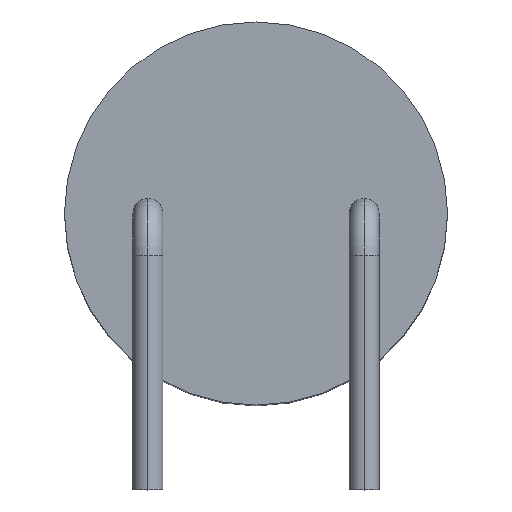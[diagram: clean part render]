
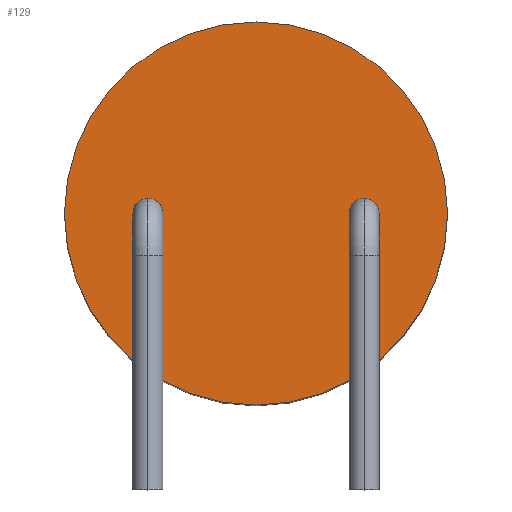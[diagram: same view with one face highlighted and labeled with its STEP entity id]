
A CAD part, top view. The second image highlights one B-rep face of the part: STEP entity #129.
In plain terms, the highlighted planar face has unit normal (0, 0, 1).
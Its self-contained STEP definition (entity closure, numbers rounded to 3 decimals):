
#9 = DIRECTION ( 'NONE',  ( 0., 0., 1. ) ) ;
#13 = CARTESIAN_POINT ( 'NONE',  ( 0., 0., 11.5 ) ) ;
#14 = DIRECTION ( 'NONE',  ( 0., 0., 1. ) ) ;
#24 = EDGE_LOOP ( 'NONE', ( #557, #263 ) ) ;
#56 = CARTESIAN_POINT ( 'NONE',  ( -2.54, 0., 11.5 ) ) ;
#58 = CARTESIAN_POINT ( 'NONE',  ( 2.89, 0., 11.5 ) ) ;
#59 = AXIS2_PLACEMENT_3D ( 'NONE', #192, #383, #554 ) ;
#93 = PLANE ( 'NONE',  #147 ) ;
#108 = VERTEX_POINT ( 'NONE', #58 ) ;
#129 = ADVANCED_FACE ( 'NONE', ( #447, #537, #556 ), #93, .T. ) ;
#131 = ORIENTED_EDGE ( 'NONE', *, *, #132, .F. ) ;
#132 = EDGE_CURVE ( 'NONE', #435, #331, #422, .T. ) ;
#137 = CIRCLE ( 'NONE', #334, 4.5 ) ;
#143 = CARTESIAN_POINT ( 'NONE',  ( 2.54, 0., 11.5 ) ) ;
#147 = AXIS2_PLACEMENT_3D ( 'NONE', #13, #376, #553 ) ;
#159 = CARTESIAN_POINT ( 'NONE',  ( -2.19, 0., 11.5 ) ) ;
#172 = EDGE_CURVE ( 'NONE', #491, #108, #322, .T. ) ;
#192 = CARTESIAN_POINT ( 'NONE',  ( -2.54, 0., 11.5 ) ) ;
#201 = CIRCLE ( 'NONE', #59, 0.35 ) ;
#208 = DIRECTION ( 'NONE',  ( 1., 0., 0. ) ) ;
#210 = EDGE_CURVE ( 'NONE', #331, #435, #201, .T. ) ;
#218 = DIRECTION ( 'NONE',  ( 1., 0., 0. ) ) ;
#229 = EDGE_CURVE ( 'NONE', #276, #509, #405, .T. ) ;
#234 = AXIS2_PLACEMENT_3D ( 'NONE', #309, #533, #218 ) ;
#245 = CARTESIAN_POINT ( 'NONE',  ( 4.5, 0., 11.5 ) ) ;
#248 = AXIS2_PLACEMENT_3D ( 'NONE', #337, #430, #425 ) ;
#254 = ORIENTED_EDGE ( 'NONE', *, *, #328, .T. ) ;
#260 = CARTESIAN_POINT ( 'NONE',  ( -4.5, 0., 11.5 ) ) ;
#263 = ORIENTED_EDGE ( 'NONE', *, *, #172, .F. ) ;
#276 = VERTEX_POINT ( 'NONE', #245 ) ;
#290 = CARTESIAN_POINT ( 'NONE',  ( 0., 0., 11.5 ) ) ;
#309 = CARTESIAN_POINT ( 'NONE',  ( 2.54, 0., 11.5 ) ) ;
#322 = CIRCLE ( 'NONE', #419, 0.35 ) ;
#328 = EDGE_CURVE ( 'NONE', #509, #276, #137, .T. ) ;
#331 = VERTEX_POINT ( 'NONE', #159 ) ;
#334 = AXIS2_PLACEMENT_3D ( 'NONE', #290, #439, #208 ) ;
#337 = CARTESIAN_POINT ( 'NONE',  ( 0., 0., 11.5 ) ) ;
#373 = CIRCLE ( 'NONE', #234, 0.35 ) ;
#376 = DIRECTION ( 'NONE',  ( 0., 0., 1. ) ) ;
#383 = DIRECTION ( 'NONE',  ( 0., 0., 1. ) ) ;
#405 = CIRCLE ( 'NONE', #248, 4.5 ) ;
#419 = AXIS2_PLACEMENT_3D ( 'NONE', #143, #14, #508 ) ;
#422 = CIRCLE ( 'NONE', #453, 0.35 ) ;
#425 = DIRECTION ( 'NONE',  ( 1., 0., 0. ) ) ;
#430 = DIRECTION ( 'NONE',  ( 0., 0., 1. ) ) ;
#433 = EDGE_LOOP ( 'NONE', ( #577, #131 ) ) ;
#435 = VERTEX_POINT ( 'NONE', #496 ) ;
#438 = EDGE_LOOP ( 'NONE', ( #254, #498 ) ) ;
#439 = DIRECTION ( 'NONE',  ( 0., 0., 1. ) ) ;
#446 = CARTESIAN_POINT ( 'NONE',  ( 2.19, 0., 11.5 ) ) ;
#447 = FACE_BOUND ( 'NONE', #433, .T. ) ;
#453 = AXIS2_PLACEMENT_3D ( 'NONE', #56, #9, #511 ) ;
#483 = EDGE_CURVE ( 'NONE', #108, #491, #373, .T. ) ;
#491 = VERTEX_POINT ( 'NONE', #446 ) ;
#496 = CARTESIAN_POINT ( 'NONE',  ( -2.89, 0., 11.5 ) ) ;
#498 = ORIENTED_EDGE ( 'NONE', *, *, #229, .T. ) ;
#508 = DIRECTION ( 'NONE',  ( 1., 0., 0. ) ) ;
#509 = VERTEX_POINT ( 'NONE', #260 ) ;
#511 = DIRECTION ( 'NONE',  ( 1., 0., 0. ) ) ;
#533 = DIRECTION ( 'NONE',  ( 0., 0., 1. ) ) ;
#537 = FACE_BOUND ( 'NONE', #24, .T. ) ;
#553 = DIRECTION ( 'NONE',  ( 1., 0., 0. ) ) ;
#554 = DIRECTION ( 'NONE',  ( 1., 0., 0. ) ) ;
#556 = FACE_OUTER_BOUND ( 'NONE', #438, .T. ) ;
#557 = ORIENTED_EDGE ( 'NONE', *, *, #483, .F. ) ;
#577 = ORIENTED_EDGE ( 'NONE', *, *, #210, .F. ) ;
